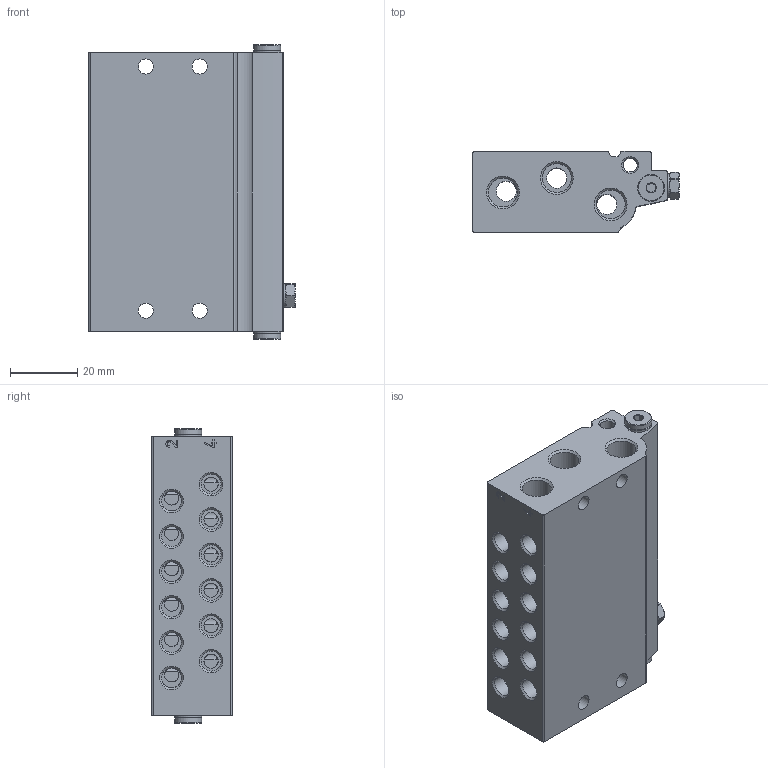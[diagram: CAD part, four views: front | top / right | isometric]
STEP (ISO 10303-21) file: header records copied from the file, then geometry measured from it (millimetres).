
FILE_DESCRIPTION(/* description */ ('STEP AP214'),/* implementation_level */ '2;1');
FILE_NAME(/* name */ '566610_VABM-L1-10HW-G18-6',/* time_stamp */ '2024-09-16T00:52:30+02:00',/* author */ ('License CC BY-ND 4.0'),/* organization */ ('CADENAS'),/* preprocessor_version */ 'ST-DEVELOPER v19.3',/* originating_system */ 'PARTsolutions',/* authorisation */ ' ');
FILE_SCHEMA (('AUTOMOTIVE_DESIGN {1 0 10303 214 3 1 1}'));
Length unit declared in the file: millimetre
Products named in the file (4): 566610 VABM-L1-10HW-G18-6; 566610 VABM-L1-10HW-G18-6---(L1-P); 174308 B-M5-B; 743818 VUVG---(VS)
Assembly tree (4 placements, depth 2):
  566610 VABM-L1-10HW-G18-6
    566610 VABM-L1-10HW-G18-6---(L1-P)
    174308 B-M5-B  x2
    743818 VUVG---(VS)
Bounding box: 61.2 x 23.9 x 87.5 mm (x, y, z)
Volume: 81148.4 mm3; surface area: 34102.6 mm2
Topology: 4 solids, 4 shells, 541 faces, 1474 edges, 949 vertices
Faces by surface type: plane 272, cylinder 161, cone 95, torus 13
Full cylindrical faces by diameter (mm): 0.7 x2, 0.9 x2, 1.55 x12, 1.567 x12, 2 x2, 2.35 x1, 2.5 x1, 3.3 x1, 3.4 x2, 3.5 x1, 4 x30, 4.019 x1, 4.1 x1, 4.134 x3, 4.2 x12, 4.5 x4, 5 x3, 5.917 x12, 6 x3, 7 x1, 7.2 x2, 8 x4, 8.566 x6
Entity records: 15430 total; most frequent: CARTESIAN_POINT 3191, DIRECTION 2391, ORIENTED_EDGE 2122, EDGE_CURVE 1061, AXIS2_PLACEMENT_3D 908, FACE_BOUND 887, EDGE_LOOP 851, VERTEX_POINT 806
